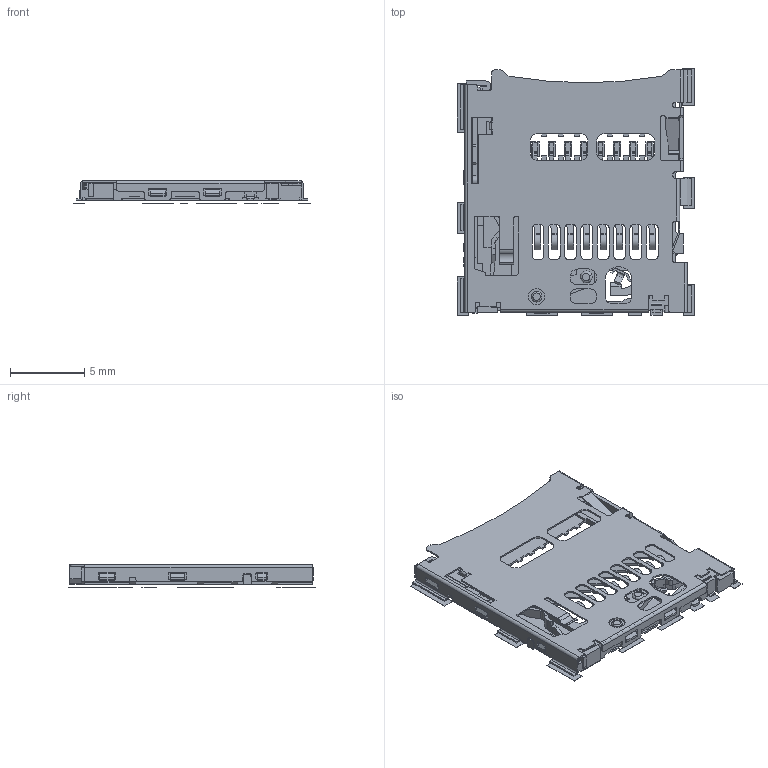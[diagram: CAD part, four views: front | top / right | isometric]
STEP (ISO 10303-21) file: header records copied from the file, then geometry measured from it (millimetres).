
FILE_DESCRIPTION(('FreeCAD Model'),'2;1');
FILE_NAME('TopPads_sp.step','2018-04-15T16:01:03',( 'kicad StepUp'),('ksu MCAD'),'Open CASCADE STEP processor 6.8', 'FreeCAD','Unknown');
FILE_SCHEMA(('AUTOMOTIVE_DESIGN_CC2 { 1 2 10303 214 -1 1 5 4 }'));
Length unit declared in the file: millimetre
Products named in the file (1): TopPads_sp
Bounding box: 16 x 16.65 x 1.52 mm (x, y, z)
Volume: 100.1 mm3; surface area: 985.5 mm2
Topology: 19 solids, 19 shells, 1258 faces, 3680 edges, 2457 vertices
Faces by surface type: plane 930, cylinder 318, torus 6, bspline 2, sphere 2
Entity records: 50545 total; most frequent: CARTESIAN_POINT 7598, ORIENTED_EDGE 7360, DIRECTION 6864, EDGE_CURVE 3680, LINE 2946, VECTOR 2946, VERTEX_POINT 2457, AXIS2_PLACEMENT_3D 1959
